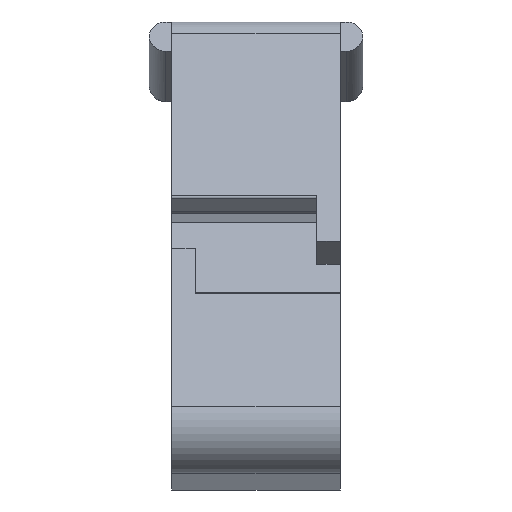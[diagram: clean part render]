
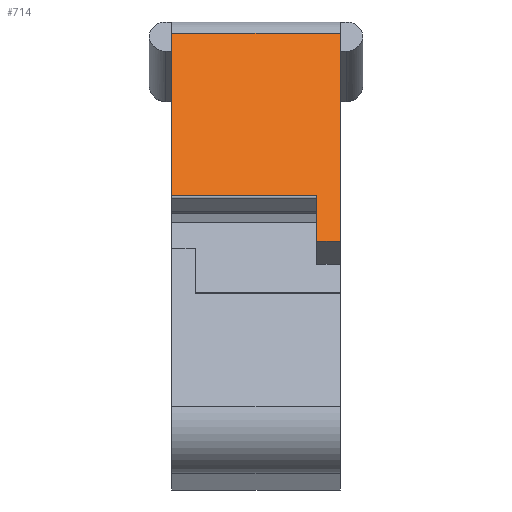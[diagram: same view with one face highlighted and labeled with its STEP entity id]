
A CAD part, front view. The second image highlights one B-rep face of the part: STEP entity #714.
In plain terms, the highlighted planar face has unit normal (0, -0.866, 0.5).
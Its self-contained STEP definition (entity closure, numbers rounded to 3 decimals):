
#671=AXIS2_PLACEMENT_3D('Plane Axis2P3D',#668,#669,#670) ;
#583=CARTESIAN_POINT('Vertex',(7.5,4.506,11.052)) ;
#586=CARTESIAN_POINT('Line Origine',(6.975,4.506,11.052)) ;
#590=CARTESIAN_POINT('Vertex',(6.45,4.506,11.052)) ;
#668=CARTESIAN_POINT('Axis2P3D Location',(3.75,0.268,3.71)) ;
#673=CARTESIAN_POINT('Line Origine',(7.5,7.176,15.676)) ;
#677=CARTESIAN_POINT('Vertex',(7.5,9.846,20.3)) ;
#680=CARTESIAN_POINT('Line Origine',(3.75,9.846,20.3)) ;
#684=CARTESIAN_POINT('Vertex',(0.,9.846,20.3)) ;
#687=CARTESIAN_POINT('Line Origine',(0.,7.759,16.686)) ;
#691=CARTESIAN_POINT('Vertex',(0.,5.673,13.072)) ;
#694=CARTESIAN_POINT('Line Origine',(3.225,5.673,13.072)) ;
#698=CARTESIAN_POINT('Vertex',(6.45,5.673,13.072)) ;
#701=CARTESIAN_POINT('Line Origine',(6.45,5.09,12.062)) ;
#587=DIRECTION('Vector Direction',(-1.,0.,0.)) ;
#669=DIRECTION('Axis2P3D Direction',(0.,0.866,-0.5)) ;
#670=DIRECTION('Axis2P3D XDirection',(0.,0.5,0.866)) ;
#674=DIRECTION('Vector Direction',(0.,0.5,0.866)) ;
#681=DIRECTION('Vector Direction',(1.,0.,0.)) ;
#688=DIRECTION('Vector Direction',(0.,0.5,0.866)) ;
#695=DIRECTION('Vector Direction',(1.,0.,0.)) ;
#702=DIRECTION('Vector Direction',(0.,0.5,0.866)) ;
#588=VECTOR('Line Direction',#587,1.) ;
#675=VECTOR('Line Direction',#674,1.) ;
#682=VECTOR('Line Direction',#681,1.) ;
#689=VECTOR('Line Direction',#688,1.) ;
#696=VECTOR('Line Direction',#695,1.) ;
#703=VECTOR('Line Direction',#702,1.) ;
#707=ORIENTED_EDGE('',*,*,#592,.F.) ;
#708=ORIENTED_EDGE('',*,*,#679,.F.) ;
#709=ORIENTED_EDGE('',*,*,#686,.F.) ;
#710=ORIENTED_EDGE('',*,*,#693,.T.) ;
#711=ORIENTED_EDGE('',*,*,#700,.T.) ;
#712=ORIENTED_EDGE('',*,*,#705,.F.) ;
#714=ADVANCED_FACE('04822_ISGH_EW15.1\\Koerper.2',(#713),#672,.F.) ;
#592=EDGE_CURVE('',#584,#591,#589,.T.) ;
#679=EDGE_CURVE('',#678,#584,#676,.F.) ;
#686=EDGE_CURVE('',#685,#678,#683,.T.) ;
#693=EDGE_CURVE('',#685,#692,#690,.F.) ;
#700=EDGE_CURVE('',#692,#699,#697,.T.) ;
#705=EDGE_CURVE('',#591,#699,#704,.T.) ;
#706=EDGE_LOOP('',(#707,#708,#709,#710,#711,#712)) ;
#713=FACE_OUTER_BOUND('',#706,.T.) ;
#589=LINE('Line',#586,#588) ;
#676=LINE('Line',#673,#675) ;
#683=LINE('Line',#680,#682) ;
#690=LINE('Line',#687,#689) ;
#697=LINE('Line',#694,#696) ;
#704=LINE('Line',#701,#703) ;
#672=PLANE('',#671) ;
#584=VERTEX_POINT('',#583) ;
#591=VERTEX_POINT('',#590) ;
#678=VERTEX_POINT('',#677) ;
#685=VERTEX_POINT('',#684) ;
#692=VERTEX_POINT('',#691) ;
#699=VERTEX_POINT('',#698) ;
